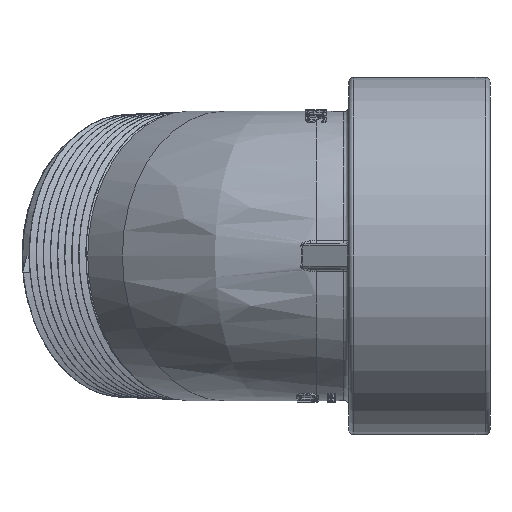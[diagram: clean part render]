
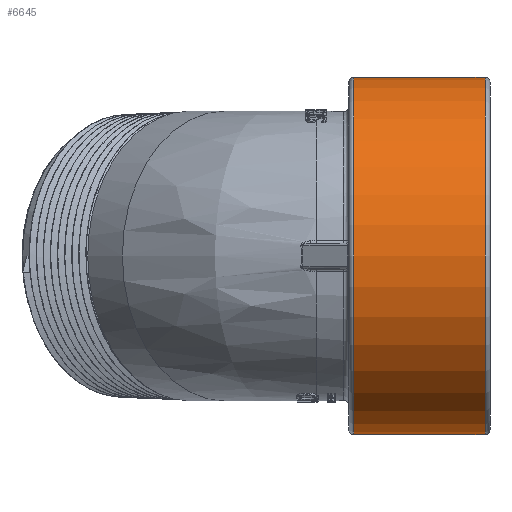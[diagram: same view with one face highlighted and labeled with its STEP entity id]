
A CAD part, left-side view. The second image highlights one B-rep face of the part: STEP entity #6645.
In plain terms, the highlighted cylindrical face has radius 54.864 mm (diameter 109.728 mm), a full revolution.
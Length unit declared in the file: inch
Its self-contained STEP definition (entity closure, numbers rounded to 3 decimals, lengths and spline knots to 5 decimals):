
#6614=CARTESIAN_POINT('',(-2.16,-2.04383,0.));
#6615=VERTEX_POINT('',#6614);
#6616=CARTESIAN_POINT('',(0.0,-2.04383,0.0));
#6617=DIRECTION('',(0.0,-1.0,0.0));
#6618=DIRECTION('',(1.0,0.0,0.0));
#6619=AXIS2_PLACEMENT_3D('',#6616,#6617,#6618);
#6620=CIRCLE('',#6619,2.16);
#6621=EDGE_CURVE('',#6615,#6615,#6620,.T.);
#6626=CARTESIAN_POINT('',(0.0,-1.24883,0.0));
#6627=DIRECTION('',(0.0,1.0,0.0));
#6628=DIRECTION('',(-1.0,0.0,0.0));
#6629=AXIS2_PLACEMENT_3D('',#6626,#6627,#6628);
#6630=CYLINDRICAL_SURFACE('',#6629,2.16);
#6631=CARTESIAN_POINT('',(-2.16,-0.45383,0.0));
#6632=VERTEX_POINT('',#6631);
#6633=CARTESIAN_POINT('',(0.0,-0.45383,0.0));
#6634=DIRECTION('',(0.0,1.0,0.0));
#6635=DIRECTION('',(1.0,0.0,0.0));
#6636=AXIS2_PLACEMENT_3D('',#6633,#6634,#6635);
#6637=CIRCLE('',#6636,2.16);
#6638=EDGE_CURVE('',#6632,#6632,#6637,.T.);
#6639=ORIENTED_EDGE('',*,*,#6638,.F.);
#6640=EDGE_LOOP('',(#6639));
#6641=FACE_OUTER_BOUND('',#6640,.T.);
#6642=ORIENTED_EDGE('',*,*,#6621,.F.);
#6643=EDGE_LOOP('',(#6642));
#6644=FACE_BOUND('',#6643,.T.);
#6645=ADVANCED_FACE('',(#6641,#6644),#6630,.T.);
